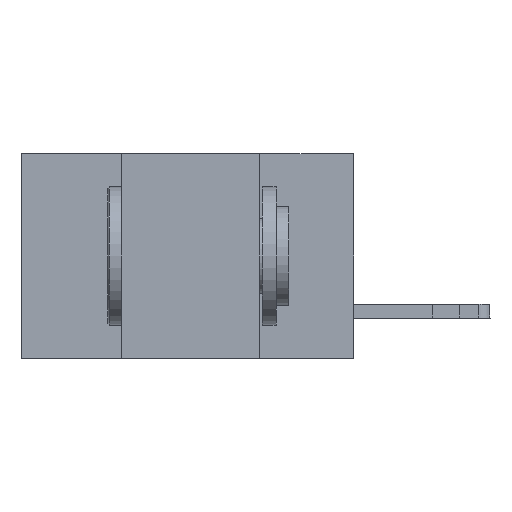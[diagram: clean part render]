
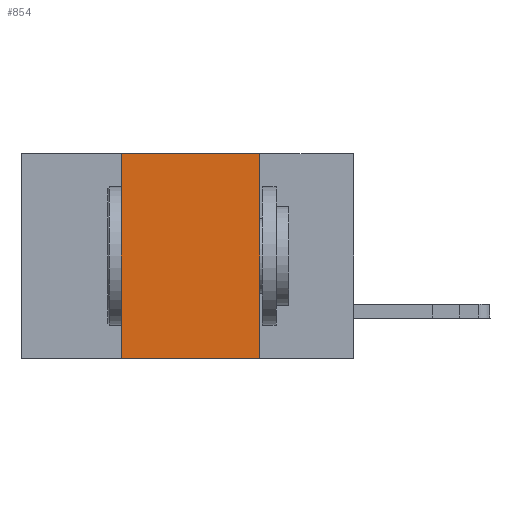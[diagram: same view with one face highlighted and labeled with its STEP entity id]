
A CAD part, left-side view. The second image highlights one B-rep face of the part: STEP entity #854.
In plain terms, the highlighted planar face has unit normal (-1, 0, 0).
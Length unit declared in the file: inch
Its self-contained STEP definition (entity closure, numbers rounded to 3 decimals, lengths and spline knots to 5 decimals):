
#854 = ADVANCED_FACE ( 'NONE', ( #9223 ), #5767, .F. ) ;
#1647 = CARTESIAN_POINT ( 'NONE',  ( 0., 0.17, -0.37 ) ) ;
#1981 = EDGE_CURVE ( 'NONE', #5146, #11534, #14777, .T. ) ;
#2815 = EDGE_CURVE ( 'NONE', #11534, #9084, #25350, .T. ) ;
#3142 = EDGE_LOOP ( 'NONE', ( #10840, #17894, #13311, #14578 ) ) ;
#4518 = VERTEX_POINT ( 'NONE', #6307 ) ;
#5146 = VERTEX_POINT ( 'NONE', #20136 ) ;
#5305 = DIRECTION ( 'NONE',  ( 0., 0., 1. ) ) ;
#5461 = DIRECTION ( 'NONE',  ( 0., 0., -1. ) ) ;
#5482 = DIRECTION ( 'NONE',  ( 1., 0., 0. ) ) ;
#5744 = CARTESIAN_POINT ( 'NONE',  ( 0., 0.6, 0. ) ) ;
#5767 = PLANE ( 'NONE',  #20490 ) ;
#6307 = CARTESIAN_POINT ( 'NONE',  ( 0., 0.42, -0.37 ) ) ;
#6524 = CARTESIAN_POINT ( 'NONE',  ( 0., 0.6, -0.37 ) ) ;
#7397 = EDGE_CURVE ( 'NONE', #4518, #5146, #13441, .T. ) ;
#8041 = EDGE_CURVE ( 'NONE', #4518, #9084, #23331, .T. ) ;
#8390 = CARTESIAN_POINT ( 'NONE',  ( 0., 0.17, 0. ) ) ;
#9084 = VERTEX_POINT ( 'NONE', #1647 ) ;
#9223 = FACE_OUTER_BOUND ( 'NONE', #3142, .T. ) ;
#9463 = VECTOR ( 'NONE', #23335, 39.37008 ) ;
#10468 = DIRECTION ( 'NONE',  ( 0., -1., 0. ) ) ;
#10840 = ORIENTED_EDGE ( 'NONE', *, *, #2815, .F. ) ;
#11459 = DIRECTION ( 'NONE',  ( 0., 0., -1. ) ) ;
#11534 = VERTEX_POINT ( 'NONE', #8390 ) ;
#11633 = CARTESIAN_POINT ( 'NONE',  ( 0., 0.17, 0. ) ) ;
#13311 = ORIENTED_EDGE ( 'NONE', *, *, #7397, .F. ) ;
#13441 = LINE ( 'NONE', #24851, #23076 ) ;
#14578 = ORIENTED_EDGE ( 'NONE', *, *, #8041, .T. ) ;
#14777 = LINE ( 'NONE', #23261, #9463 ) ;
#17894 = ORIENTED_EDGE ( 'NONE', *, *, #1981, .F. ) ;
#18284 = VECTOR ( 'NONE', #10468, 39.37008 ) ;
#20136 = CARTESIAN_POINT ( 'NONE',  ( 0., 0.42, 0. ) ) ;
#20321 = VECTOR ( 'NONE', #11459, 39.37008 ) ;
#20490 = AXIS2_PLACEMENT_3D ( 'NONE', #5744, #5482, #5461 ) ;
#23076 = VECTOR ( 'NONE', #5305, 39.37008 ) ;
#23261 = CARTESIAN_POINT ( 'NONE',  ( 0., 0.6, 0. ) ) ;
#23331 = LINE ( 'NONE', #6524, #18284 ) ;
#23335 = DIRECTION ( 'NONE',  ( 0., -1., 0. ) ) ;
#24851 = CARTESIAN_POINT ( 'NONE',  ( 0., 0.42, 0. ) ) ;
#25350 = LINE ( 'NONE', #11633, #20321 ) ;
